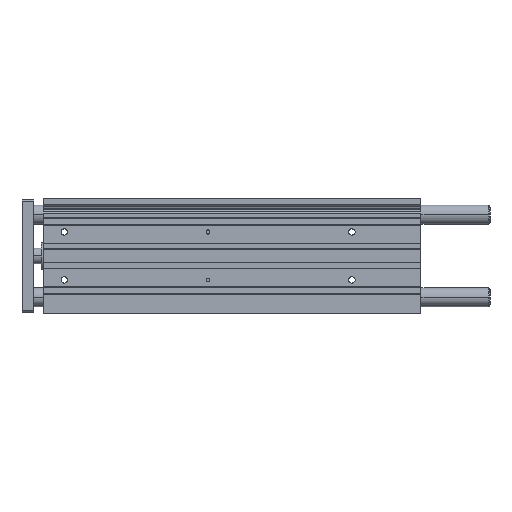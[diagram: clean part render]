
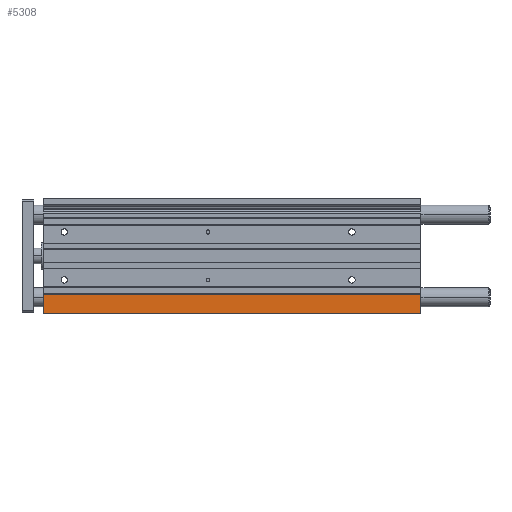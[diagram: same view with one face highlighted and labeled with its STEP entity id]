
A CAD part, top view. The second image highlights one B-rep face of the part: STEP entity #5308.
In plain terms, the highlighted planar face has unit normal (0, 0, 1).
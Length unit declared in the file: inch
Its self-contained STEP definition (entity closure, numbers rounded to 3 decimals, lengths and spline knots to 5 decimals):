
#156 = PLANE ( 'NONE',  #8430 ) ;
#345 = EDGE_CURVE ( 'NONE', #8366, #11503, #2148, .T. ) ;
#660 = LINE ( 'NONE', #1630, #9643 ) ;
#965 = DIRECTION ( 'NONE',  ( 0., -1., 0. ) ) ;
#1416 = VERTEX_POINT ( 'NONE', #5363 ) ;
#1630 = CARTESIAN_POINT ( 'NONE',  ( 15.51181, -1.56496, 1.06299 ) ) ;
#1870 = CARTESIAN_POINT ( 'NONE',  ( 15.51181, -1.56496, 1.06299 ) ) ;
#1917 = FACE_OUTER_BOUND ( 'NONE', #2528, .T. ) ;
#2148 = LINE ( 'NONE', #5859, #8665 ) ;
#2528 = EDGE_LOOP ( 'NONE', ( #11943, #2864, #11852, #5955 ) ) ;
#2742 = LINE ( 'NONE', #1870, #8497 ) ;
#2864 = ORIENTED_EDGE ( 'NONE', *, *, #3211, .F. ) ;
#3211 = EDGE_CURVE ( 'NONE', #3371, #11503, #11107, .T. ) ;
#3371 = VERTEX_POINT ( 'NONE', #7770 ) ;
#3523 = EDGE_CURVE ( 'NONE', #1416, #8366, #660, .T. ) ;
#3924 = EDGE_CURVE ( 'NONE', #1416, #3371, #2742, .T. ) ;
#4695 = DIRECTION ( 'NONE',  ( -1., 0., 0. ) ) ;
#4721 = DIRECTION ( 'NONE',  ( 0., -1., 0. ) ) ;
#5308 = ADVANCED_FACE ( 'NONE', ( #1917 ), #156, .F. ) ;
#5336 = DIRECTION ( 'NONE',  ( -1., 0., 0. ) ) ;
#5363 = CARTESIAN_POINT ( 'NONE',  ( 15.51181, -1.56496, 1.06299 ) ) ;
#5859 = CARTESIAN_POINT ( 'NONE',  ( 0., -1.56496, 1.06299 ) ) ;
#5955 = ORIENTED_EDGE ( 'NONE', *, *, #3523, .T. ) ;
#7215 = CARTESIAN_POINT ( 'NONE',  ( 0., -2.3622, 1.06299 ) ) ;
#7609 = CARTESIAN_POINT ( 'NONE',  ( 15.51181, -1.56496, 1.06299 ) ) ;
#7770 = CARTESIAN_POINT ( 'NONE',  ( 15.51181, -2.3622, 1.06299 ) ) ;
#8332 = VECTOR ( 'NONE', #4695, 39.37008 ) ;
#8366 = VERTEX_POINT ( 'NONE', #10475 ) ;
#8430 = AXIS2_PLACEMENT_3D ( 'NONE', #7609, #11371, #4721 ) ;
#8497 = VECTOR ( 'NONE', #965, 39.37008 ) ;
#8665 = VECTOR ( 'NONE', #9551, 39.37008 ) ;
#9294 = CARTESIAN_POINT ( 'NONE',  ( 15.51181, -2.3622, 1.06299 ) ) ;
#9551 = DIRECTION ( 'NONE',  ( 0., -1., 0. ) ) ;
#9643 = VECTOR ( 'NONE', #5336, 39.37008 ) ;
#10475 = CARTESIAN_POINT ( 'NONE',  ( 0., -1.56496, 1.06299 ) ) ;
#11107 = LINE ( 'NONE', #9294, #8332 ) ;
#11371 = DIRECTION ( 'NONE',  ( 0., 0., -1. ) ) ;
#11503 = VERTEX_POINT ( 'NONE', #7215 ) ;
#11852 = ORIENTED_EDGE ( 'NONE', *, *, #3924, .F. ) ;
#11943 = ORIENTED_EDGE ( 'NONE', *, *, #345, .T. ) ;
